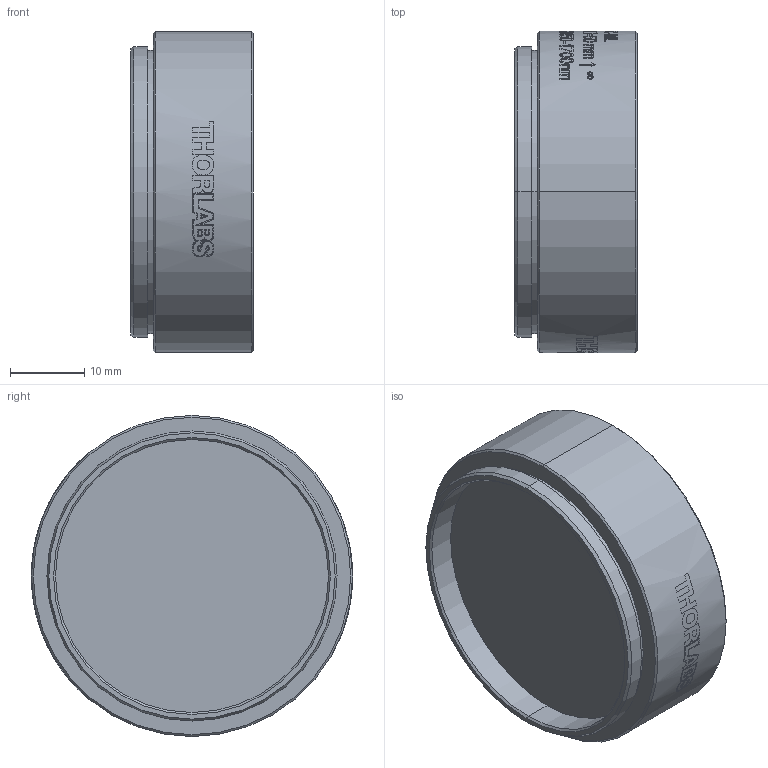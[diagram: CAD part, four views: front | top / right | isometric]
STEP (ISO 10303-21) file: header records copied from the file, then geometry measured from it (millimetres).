
FILE_DESCRIPTION (( 'STEP AP203' ), '1' );
FILE_NAME ('TTN200744-E0W.STEP', '2020-06-26T18:47:23', ( '' ), ( '' ), 'SwSTEP 2.0', 'SolidWorks 2018', '' );
FILE_SCHEMA (( 'CONFIG_CONTROL_DESIGN' ));
Length unit declared in the file: millimetre
Products named in the file (1): TTN200744-E0W
Bounding box: 16.51 x 43.18 x 43.18 mm (x, y, z)
Volume: 12606.6 mm3; surface area: 8817.6 mm2
Topology: 3 solids, 3 shells, 156 faces, 970 edges, 928 vertices
Faces by surface type: cylinder 122, cone 17, plane 15, sphere 2
Entity records: 17821 total; most frequent: CARTESIAN_POINT 10446, ORIENTED_EDGE 1940, DIRECTION 1024, EDGE_CURVE 970, VERTEX_POINT 928, B_SPLINE_CURVE_WITH_KNOTS 517, AXIS2_PLACEMENT_3D 414, EDGE_LOOP 268
